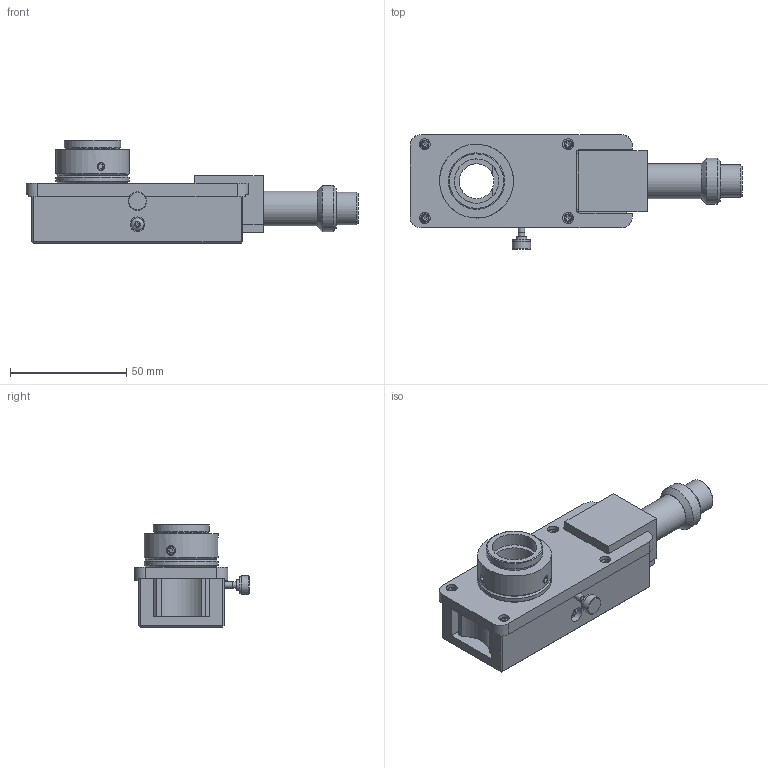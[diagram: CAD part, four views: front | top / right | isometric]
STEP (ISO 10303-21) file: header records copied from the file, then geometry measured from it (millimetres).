
FILE_DESCRIPTION((''),'2;1');
FILE_NAME('63726.stp','2009-01-29T12:53:26',('PODLENA'),(''),'Autodesk Inventor 2009','Autodesk Inventor 2009','');
FILE_SCHEMA(('AUTOMOTIVE_DESIGN { 1 0 10303 214 1 1 1 1 }'));
Length unit declared in the file: inch
Products named in the file (11): 63726; 63724; 63725; 63103; 63104; 7036; 7004; 7104; 7125; 63873; 7474
Assembly tree (15 placements, depth 2):
  63726
    63724
    63725
    63103
    63104
    7036  x4
    7004  x3
    7104
    7125
    63873
    7474
Bounding box: 142.62 x 49.31 x 44.32 mm (x, y, z)
Volume: 96218.5 mm3; surface area: 42214.5 mm2
Topology: 15 solids, 15 shells, 316 faces, 706 edges, 456 vertices
Faces by surface type: plane 185, cylinder 62, bspline 34, cone 31, sphere 3, torus 1
Full cylindrical faces by diameter (mm): 2.159 x1, 2.184 x8, 2.845 x5, 3.556 x4, 4.166 x3, 4.191 x1, 4.648 x1, 7.417 x1, 7.925 x1, 13.97 x1, 14.986 x2, 19.05 x2, 19.812 x1, 23.376 x1, 24.035 x1, 24.188 x1, 25 x1, 25.4 x1, 25.425 x1, 31.75 x2
Entity records: 7392 total; most frequent: CARTESIAN_POINT 1844, DIRECTION 1080, ORIENTED_EDGE 942, EDGE_CURVE 471, AXIS2_PLACEMENT_3D 400, EDGE_LOOP 372, VERTEX_POINT 349, VECTOR 280
